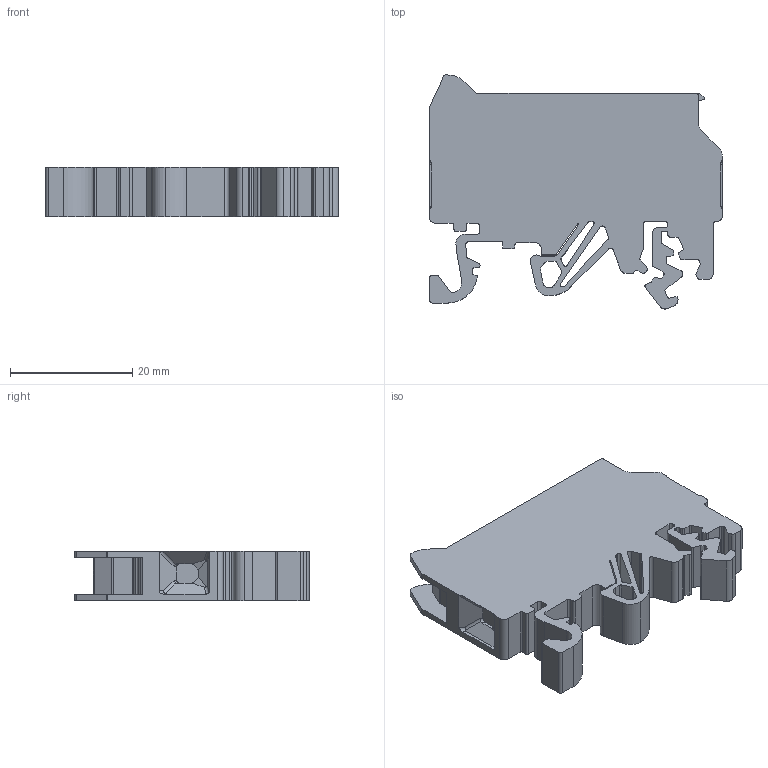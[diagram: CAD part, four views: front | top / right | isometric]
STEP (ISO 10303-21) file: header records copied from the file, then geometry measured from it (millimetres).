
FILE_DESCRIPTION(/* description */ (''),/* implementation_level */ '2;1');
FILE_NAME(/* name */ '1078_STK_2_iso.stp',/* time_stamp */ '2011-07-19T12:17:59+02:00',/* author */ (''),/* organization */ (''),/* preprocessor_version */ 'ST-DEVELOPER v11',/* originating_system */ 'SIEMENS UGS NX 6.0',/* authorisation */ '');
FILE_SCHEMA (('CONFIG_CONTROL_DESIGN'));
Length unit declared in the file: millimetre
Products named in the file (1): 1078_STK_2_iso
Bounding box: 48 x 38.35 x 8.1 mm (x, y, z)
Volume: 9826.8 mm3; surface area: 5470.1 mm2
Topology: 1 solids, 1 shells, 267 faces, 790 edges, 527 vertices
Faces by surface type: plane 140, cylinder 127
Full cylindrical faces by diameter (mm): 3.2 x1, 4.2 x2
Entity records: 9152 total; most frequent: CARTESIAN_POINT 1617, DIRECTION 1588, ORIENTED_EDGE 1582, EDGE_CURVE 791, VERTEX_POINT 537, AXIS2_PLACEMENT_3D 534, LINE 520, VECTOR 520
